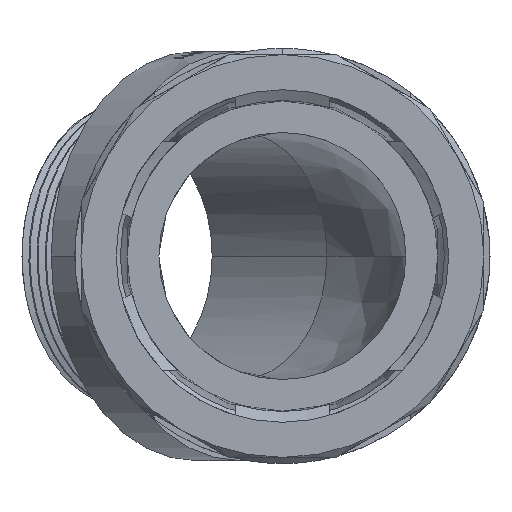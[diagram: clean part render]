
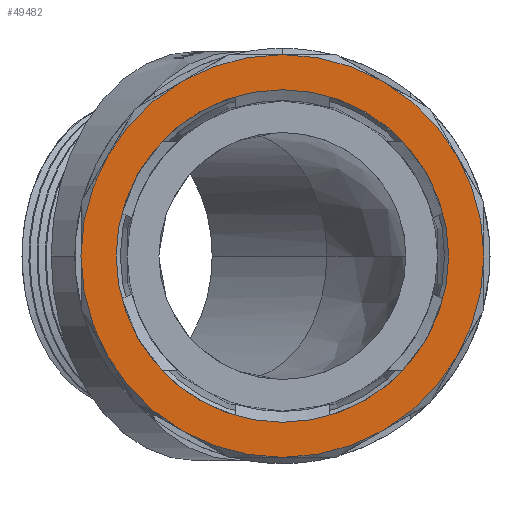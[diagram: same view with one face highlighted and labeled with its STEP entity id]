
A CAD part, front view. The second image highlights one B-rep face of the part: STEP entity #49482.
In plain terms, the highlighted planar face has unit normal (0, -1, 0).
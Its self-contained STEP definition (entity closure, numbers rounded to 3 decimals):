
#49451 = EDGE_CURVE ( 'NONE', #93620, #93618, #78426, .T. ) ;
#49482 = ADVANCED_FACE ( 'NONE', ( #78450, #78449 ), #78448, .F. ) ;
#49484 = EDGE_LOOP ( 'NONE', ( #49486, #49488 ) ) ;
#49486 = ORIENTED_EDGE ( 'NONE', *, *, #93617, .F. ) ;
#49488 = ORIENTED_EDGE ( 'NONE', *, *, #49451, .F. ) ;
#49489 = EDGE_LOOP ( 'NONE', ( #49491, #49493 ) ) ;
#49491 = ORIENTED_EDGE ( 'NONE', *, *, #93890, .T. ) ;
#49493 = ORIENTED_EDGE ( 'NONE', *, *, #93719, .T. ) ;
#78422 = DIRECTION ( 'NONE',  ( -1., 0., 0. ) ) ;
#78423 = DIRECTION ( 'NONE',  ( 0., 1., 0. ) ) ;
#78424 = CARTESIAN_POINT ( 'NONE',  ( 0., -6.071, 0. ) ) ;
#78425 = AXIS2_PLACEMENT_3D ( 'NONE', #78424, #78423, #78422 ) ;
#78426 = CIRCLE ( 'NONE', #78425, 26.1 ) ;
#78448 = PLANE ( 'NONE',  #78516 ) ;
#78449 = FACE_BOUND ( 'NONE', #49489, .T. ) ;
#78450 = FACE_OUTER_BOUND ( 'NONE', #49484, .T. ) ;
#78513 = DIRECTION ( 'NONE',  ( -1., 0., 0. ) ) ;
#78514 = DIRECTION ( 'NONE',  ( 0., 1., 0. ) ) ;
#78515 = CARTESIAN_POINT ( 'NONE',  ( 26.1, -6.071, 0. ) ) ;
#78516 = AXIS2_PLACEMENT_3D ( 'NONE', #78515, #78514, #78513 ) ;
#93617 = EDGE_CURVE ( 'NONE', #93618, #93620, #126610, .T. ) ;
#93618 = VERTEX_POINT ( 'NONE', #126602 ) ;
#93620 = VERTEX_POINT ( 'NONE', #126599 ) ;
#93719 = EDGE_CURVE ( 'NONE', #93725, #93727, #126851, .T. ) ;
#93725 = VERTEX_POINT ( 'NONE', #126816 ) ;
#93727 = VERTEX_POINT ( 'NONE', #126814 ) ;
#93890 = EDGE_CURVE ( 'NONE', #93727, #93725, #127342, .T. ) ;
#126599 = CARTESIAN_POINT ( 'NONE',  ( 26.1, -6.071, 0. ) ) ;
#126602 = CARTESIAN_POINT ( 'NONE',  ( -26.1, -6.071, 0. ) ) ;
#126603 = DIRECTION ( 'NONE',  ( -1., 0., 0. ) ) ;
#126605 = DIRECTION ( 'NONE',  ( 0., 1., 0. ) ) ;
#126607 = CARTESIAN_POINT ( 'NONE',  ( 0., -6.071, 0. ) ) ;
#126608 = AXIS2_PLACEMENT_3D ( 'NONE', #126607, #126605, #126603 ) ;
#126610 = CIRCLE ( 'NONE', #126608, 26.1 ) ;
#126814 = CARTESIAN_POINT ( 'NONE',  ( -21.55, -6.071, 0. ) ) ;
#126816 = CARTESIAN_POINT ( 'NONE',  ( 21.55, -6.071, 0. ) ) ;
#126832 = DIRECTION ( 'NONE',  ( -1., 0., 0. ) ) ;
#126834 = DIRECTION ( 'NONE',  ( 0., 1., 0. ) ) ;
#126836 = CARTESIAN_POINT ( 'NONE',  ( 0., -6.071, 0. ) ) ;
#126838 = AXIS2_PLACEMENT_3D ( 'NONE', #126836, #126834, #126832 ) ;
#126851 = CIRCLE ( 'NONE', #126838, 21.55 ) ;
#127335 = DIRECTION ( 'NONE',  ( -1., 0., 0. ) ) ;
#127337 = DIRECTION ( 'NONE',  ( 0., 1., 0. ) ) ;
#127339 = CARTESIAN_POINT ( 'NONE',  ( 0., -6.071, 0. ) ) ;
#127341 = AXIS2_PLACEMENT_3D ( 'NONE', #127339, #127337, #127335 ) ;
#127342 = CIRCLE ( 'NONE', #127341, 21.55 ) ;
